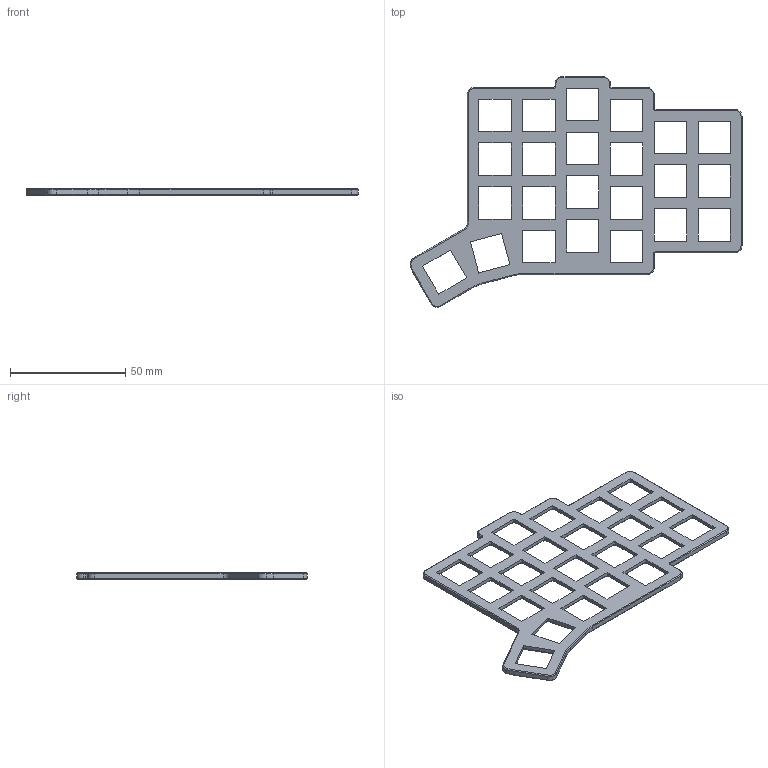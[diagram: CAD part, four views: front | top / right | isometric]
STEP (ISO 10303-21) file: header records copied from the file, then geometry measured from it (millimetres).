
FILE_DESCRIPTION(('FreeCAD Model'),'2;1');
FILE_NAME('Open CASCADE Shape Model','2025-02-06T10:31:25',(''),(''), 'Open CASCADE STEP processor 7.6','FreeCAD','Unknown');
FILE_SCHEMA(('AUTOMOTIVE_DESIGN { 1 0 10303 214 1 1 1 1 }'));
Length unit declared in the file: millimetre
Products named in the file (1): Plate-Right
Bounding box: 143.84 x 99.98 x 2.8 mm (x, y, z)
Volume: 12156.1 mm3; surface area: 15140.1 mm2
Topology: 1 solids, 1 shells, 400 faces, 1059 edges, 684 vertices
Faces by surface type: plane 257, cylinder 109, cone 34
Entity records: 12401 total; most frequent: CARTESIAN_POINT 2144, ORIENTED_EDGE 2118, DIRECTION 2113, EDGE_CURVE 1059, LINE 807, VECTOR 807, VERTEX_POINT 684, AXIS2_PLACEMENT_3D 653
